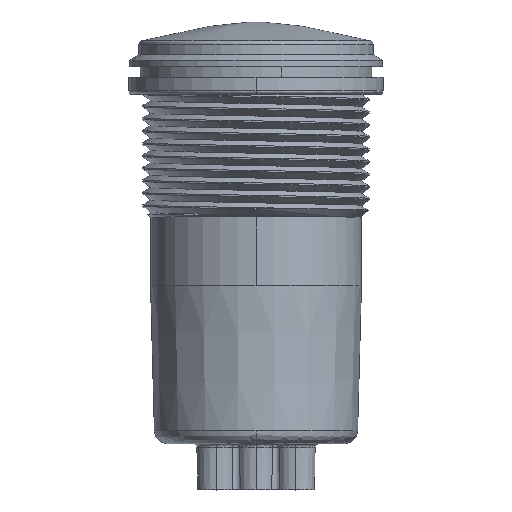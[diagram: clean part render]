
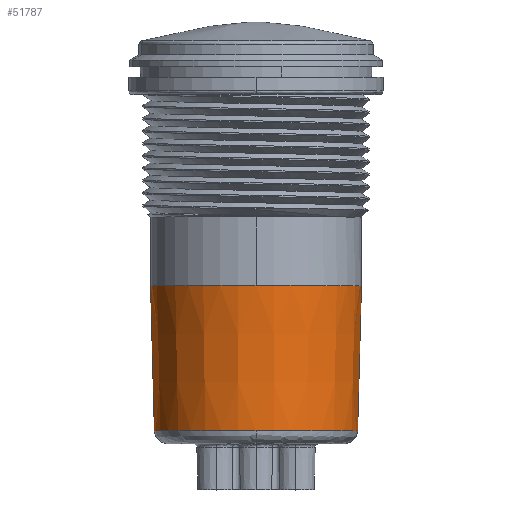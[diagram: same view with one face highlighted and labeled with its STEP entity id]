
A CAD part, top view. The second image highlights one B-rep face of the part: STEP entity #51787.
In plain terms, the highlighted conical face has half-angle 1.5 degrees and reference radius 8 mm.
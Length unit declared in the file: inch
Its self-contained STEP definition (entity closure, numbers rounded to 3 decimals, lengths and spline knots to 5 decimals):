
#455 = ORIENTED_EDGE ( 'NONE', *, *, #80242, .F. ) ;
#852 = CARTESIAN_POINT ( 'NONE',  ( 0., 0.03834, 0. ) ) ;
#1499 = CARTESIAN_POINT ( 'NONE',  ( 0.30359, 0.03834, 0. ) ) ;
#5373 = VERTEX_POINT ( 'NONE', #81876 ) ;
#6176 = EDGE_CURVE ( 'NONE', #104719, #19422, #23486, .T. ) ;
#7587 = VECTOR ( 'NONE', #77930, 39.37008 ) ;
#8051 = DIRECTION ( 'NONE',  ( 0., 1., 0. ) ) ;
#8905 = DIRECTION ( 'NONE',  ( 0., -1., 0. ) ) ;
#9243 = DIRECTION ( 'NONE',  ( 0., 0., 1. ) ) ;
#9266 = CONICAL_SURFACE ( 'NONE', #82000, 0.31496, 0.026 ) ;
#15408 = AXIS2_PLACEMENT_3D ( 'NONE', #89848, #39872, #98200 ) ;
#19422 = VERTEX_POINT ( 'NONE', #54731 ) ;
#20587 = EDGE_CURVE ( 'NONE', #5373, #59690, #35582, .T. ) ;
#23486 = LINE ( 'NONE', #34350, #67850 ) ;
#24016 = EDGE_LOOP ( 'NONE', ( #70789, #105190, #35204, #101842, #455, #25495 ) ) ;
#24363 = DIRECTION ( 'NONE',  ( -1., 0., 0. ) ) ;
#25495 = ORIENTED_EDGE ( 'NONE', *, *, #20587, .F. ) ;
#27452 = CARTESIAN_POINT ( 'NONE',  ( -0.30359, 0.03834, 0. ) ) ;
#29473 = EDGE_CURVE ( 'NONE', #104719, #5373, #57173, .T. ) ;
#29769 = LINE ( 'NONE', #102715, #7587 ) ;
#34350 = CARTESIAN_POINT ( 'NONE',  ( 0.31496, 0.47244, 0. ) ) ;
#35204 = ORIENTED_EDGE ( 'NONE', *, *, #78824, .F. ) ;
#35582 = CIRCLE ( 'NONE', #66330, 0.30359 ) ;
#36395 = AXIS2_PLACEMENT_3D ( 'NONE', #57961, #8051, #66362 ) ;
#39872 = DIRECTION ( 'NONE',  ( 0., 1., 0. ) ) ;
#51424 = VERTEX_POINT ( 'NONE', #78407 ) ;
#51787 = ADVANCED_FACE ( 'NONE', ( #78428 ), #9266, .T. ) ;
#54731 = CARTESIAN_POINT ( 'NONE',  ( 0.31496, 0.47244, 0. ) ) ;
#57173 = CIRCLE ( 'NONE', #108098, 0.30359 ) ;
#57961 = CARTESIAN_POINT ( 'NONE',  ( 0., 0.47244, 0. ) ) ;
#58799 = CARTESIAN_POINT ( 'NONE',  ( 0., 0.03834, 0. ) ) ;
#59152 = DIRECTION ( 'NONE',  ( 0., -1., 0. ) ) ;
#59690 = VERTEX_POINT ( 'NONE', #27452 ) ;
#66330 = AXIS2_PLACEMENT_3D ( 'NONE', #852, #59152, #9243 ) ;
#66362 = DIRECTION ( 'NONE',  ( 0., 0., 1. ) ) ;
#67216 = DIRECTION ( 'NONE',  ( 0., 0., 1. ) ) ;
#67567 = CIRCLE ( 'NONE', #36395, 0.31496 ) ;
#67850 = VECTOR ( 'NONE', #101073, 39.37008 ) ;
#68621 = CARTESIAN_POINT ( 'NONE',  ( 0., 0.47244, 0.31496 ) ) ;
#70789 = ORIENTED_EDGE ( 'NONE', *, *, #29473, .F. ) ;
#72922 = CIRCLE ( 'NONE', #15408, 0.31496 ) ;
#77930 = DIRECTION ( 'NONE',  ( -0.026, 1., 0. ) ) ;
#78407 = CARTESIAN_POINT ( 'NONE',  ( -0.31496, 0.47244, 0. ) ) ;
#78428 = FACE_OUTER_BOUND ( 'NONE', #24016, .T. ) ;
#78824 = EDGE_CURVE ( 'NONE', #94108, #19422, #72922, .T. ) ;
#80242 = EDGE_CURVE ( 'NONE', #59690, #51424, #29769, .T. ) ;
#81876 = CARTESIAN_POINT ( 'NONE',  ( 0., 0.03834, 0.30359 ) ) ;
#82000 = AXIS2_PLACEMENT_3D ( 'NONE', #82707, #91096, #24363 ) ;
#82707 = CARTESIAN_POINT ( 'NONE',  ( 0., 0.47244, 0. ) ) ;
#89676 = EDGE_CURVE ( 'NONE', #51424, #94108, #67567, .T. ) ;
#89848 = CARTESIAN_POINT ( 'NONE',  ( 0., 0.47244, 0. ) ) ;
#91096 = DIRECTION ( 'NONE',  ( 0., 1., 0. ) ) ;
#94108 = VERTEX_POINT ( 'NONE', #68621 ) ;
#98200 = DIRECTION ( 'NONE',  ( 0., 0., 1. ) ) ;
#101073 = DIRECTION ( 'NONE',  ( 0.026, 1., 0. ) ) ;
#101842 = ORIENTED_EDGE ( 'NONE', *, *, #89676, .F. ) ;
#102715 = CARTESIAN_POINT ( 'NONE',  ( -0.31496, 0.47244, 0. ) ) ;
#104719 = VERTEX_POINT ( 'NONE', #1499 ) ;
#105190 = ORIENTED_EDGE ( 'NONE', *, *, #6176, .T. ) ;
#108098 = AXIS2_PLACEMENT_3D ( 'NONE', #58799, #8905, #67216 ) ;
